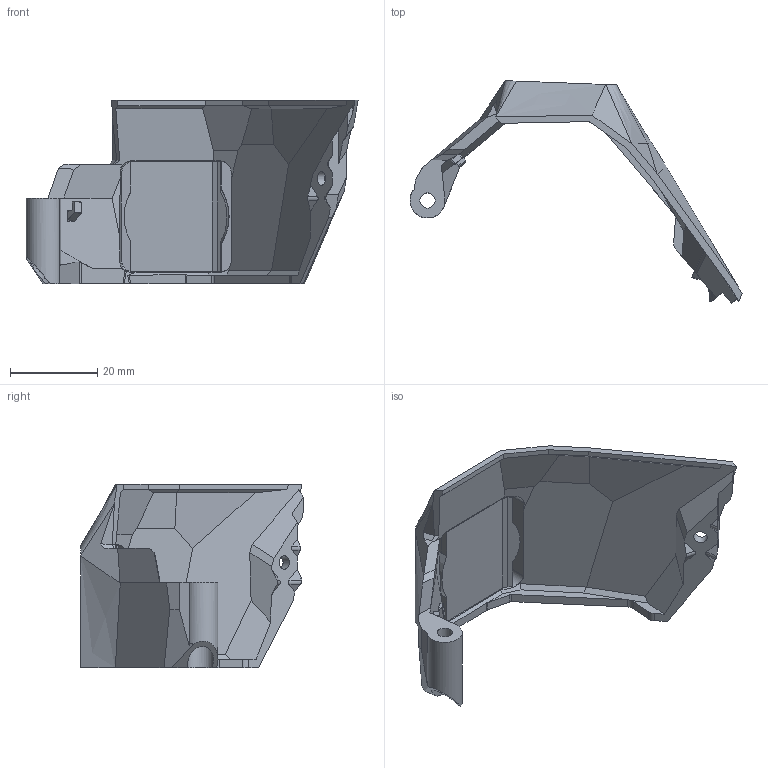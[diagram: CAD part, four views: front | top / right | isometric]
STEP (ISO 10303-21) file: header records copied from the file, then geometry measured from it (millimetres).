
FILE_DESCRIPTION(/* description */ ('STEP AP242','CAx-IF Rec.Pracs.---Representation and Presentation of Product Manufacturing Information (PMI)---4.0---2014-10-13','CAx-IF Rec.Pracs.---3D Tessellated Geometry---0.4---2014-09-14','2;1'),/* implementation_level */ '2;1');
FILE_NAME(/* name */ '662ccc0488baa730701b6b0a',/* time_stamp */ '2024-04-27T09:57:24Z',/* author */ (''),/* organization */ (''),/* preprocessor_version */ 'ST-DEVELOPER v20',/* originating_system */ ' ',/* authorisation */ ' ');
FILE_SCHEMA (('AP242_MANAGED_MODEL_BASED_3D_ENGINEERING_MIM_LF { 1 0 10303 442 1 1 4 }'));
Length unit declared in the file: metre
Products named in the file (2): Support; Cover
Bounding box: 76.04 x 51 x 42.06 mm (x, y, z)
Volume: 12386.2 mm3; surface area: 12640.2 mm2
Topology: 2 solids, 2 shells, 220 faces, 592 edges, 376 vertices
Faces by surface type: plane 182, cylinder 22, bspline 10, cone 6
Full cylindrical faces by diameter (mm): 3.1 x1, 3.5 x1, 6 x2, 23.6 x1, 24 x1
Entity records: 6917 total; most frequent: CARTESIAN_POINT 1425, ORIENTED_EDGE 1160, DIRECTION 1056, EDGE_CURVE 580, LINE 490, VECTOR 490, VERTEX_POINT 371, AXIS2_PLACEMENT_3D 283
